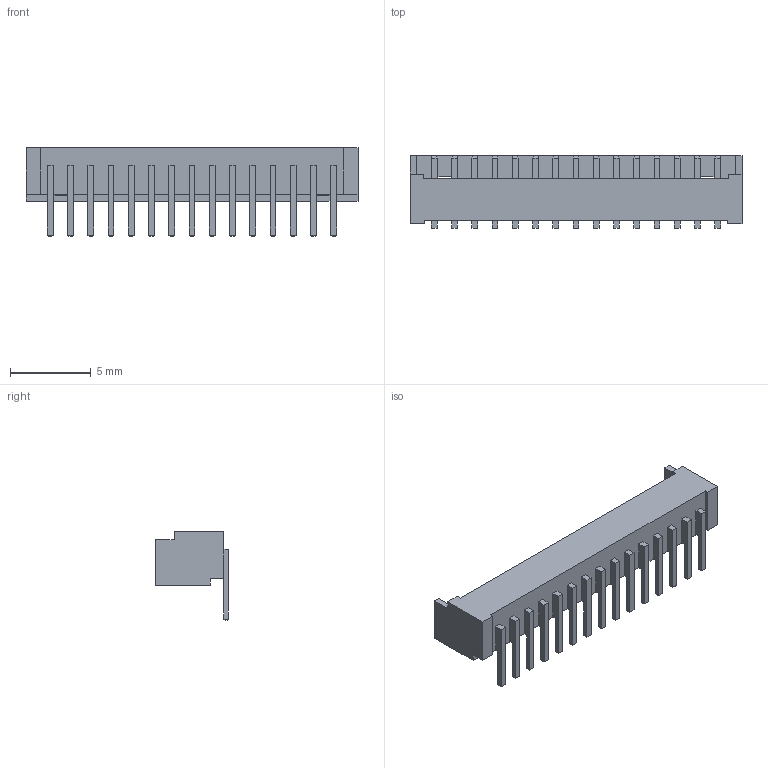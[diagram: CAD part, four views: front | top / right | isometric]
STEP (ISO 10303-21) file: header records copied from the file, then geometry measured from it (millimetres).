
FILE_DESCRIPTION(/* description */ ('Unknown'),/* implementation_level */ '2;1');
FILE_NAME(/* name */ 'JST - GH - Thru (R) - 15Pin - 1.25mm',/* time_stamp */ '2018-11-26T14:41:55-05:00',/* author */ ('Unknown'),/* organization */ ('Unknown'),/* preprocessor_version */ 'ST-DEVELOPER v16.7',/* originating_system */ 'DEX',/* authorisation */ $);
FILE_SCHEMA (('AP203_CONFIGURATION_CONTROLLED_3D_DESIGN_OF_MECHANICAL_PARTS_AND_ASSEMBLIES_MIM_LF { 1 0 10303 203 3 1 4 }','AP242_MANAGED_MODEL_BASED_3D_ENGINEERING_MIM_LF { 1 0 10303 442 1 1 4 }','AUTOMOTIVE_DESIGN {1 0 10303 214 3 1 1}'));
Length unit declared in the file: millimetre
Products named in the file (1): JST - GH - Thru (R) - 15Pin - 1.25mm
Bounding box: 20.5 x 4.5 x 5.49 mm (x, y, z)
Volume: 121.2 mm3; surface area: 542.8 mm2
Topology: 1 solids, 21 shells, 504 faces, 1188 edges, 752 vertices
Faces by surface type: plane 465, bspline 39
Entity records: 18775 total; most frequent: CARTESIAN_POINT 4344, ORIENTED_EDGE 2368, DIRECTION 1852, EDGE_CURVE 1184, LINE 920, VECTOR 920, VERTEX_POINT 752, EDGE_LOOP 550
